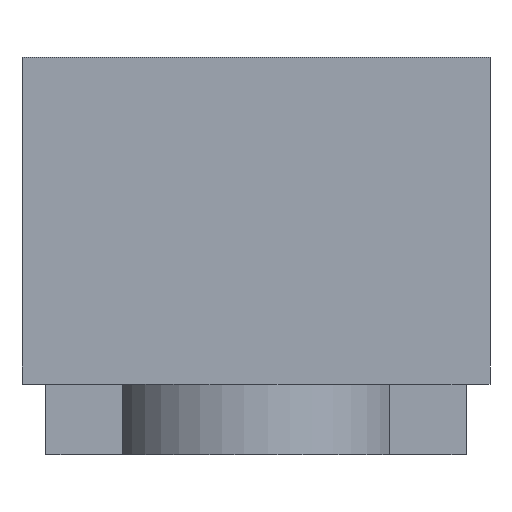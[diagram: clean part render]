
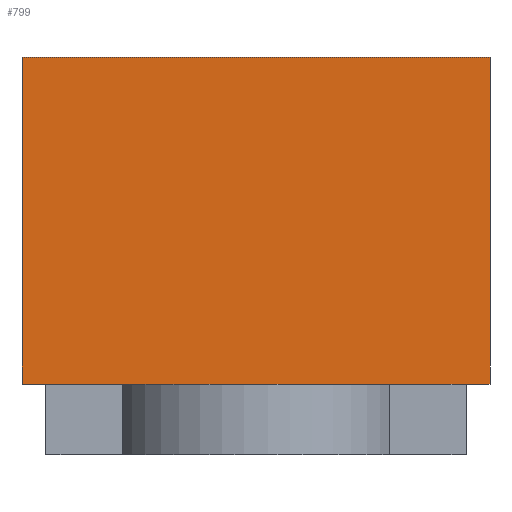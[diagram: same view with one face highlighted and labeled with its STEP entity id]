
A CAD part, front view. The second image highlights one B-rep face of the part: STEP entity #799.
In plain terms, the highlighted planar face has unit normal (0, -1, 0).
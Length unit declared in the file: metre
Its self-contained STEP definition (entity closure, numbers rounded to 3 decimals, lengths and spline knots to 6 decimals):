
#179=ORIENTED_EDGE('',*,*,#349,.T.);
#180=ORIENTED_EDGE('',*,*,#345,.F.);
#181=ORIENTED_EDGE('',*,*,#271,.F.);
#182=ORIENTED_EDGE('',*,*,#261,.T.);
#261=EDGE_CURVE('',#368,#367,#443,.T.);
#271=EDGE_CURVE('',#368,#377,#449,.T.);
#345=EDGE_CURVE('',#377,#432,#509,.T.);
#349=EDGE_CURVE('',#367,#432,#510,.T.);
#367=VERTEX_POINT('',#1134);
#368=VERTEX_POINT('',#1136);
#377=VERTEX_POINT('',#1156);
#432=VERTEX_POINT('',#1306);
#443=LINE('',#1135,#527);
#449=LINE('',#1155,#533);
#509=LINE('',#1308,#593);
#510=LINE('',#1319,#594);
#527=VECTOR('',#908,1.);
#533=VECTOR('',#924,1.);
#593=VECTOR('',#1058,1.);
#594=VECTOR('',#1073,1.);
#650=EDGE_LOOP('',(#179,#180,#181,#182));
#714=FACE_BOUND('',#650,.T.);
#753=PLANE('',#880);
#799=ADVANCED_FACE('',(#714),#753,.F.);
#880=AXIS2_PLACEMENT_3D('',#1318,#1071,#1072);
#908=DIRECTION('',(0.,0.,-1.));
#924=DIRECTION('',(1.,0.,0.));
#1058=DIRECTION('',(0.,0.,-1.));
#1071=DIRECTION('',(0.,1.,0.));
#1072=DIRECTION('',(0.,0.,1.));
#1073=DIRECTION('',(1.,0.,0.));
#1134=CARTESIAN_POINT('',(-0.043785,-0.056534,0.008));
#1135=CARTESIAN_POINT('',(-0.043785,-0.056534,0.011));
#1136=CARTESIAN_POINT('',(-0.043785,-0.056534,0.045));
#1155=CARTESIAN_POINT('',(-0.017285,-0.056534,0.045));
#1156=CARTESIAN_POINT('',(0.009215,-0.056534,0.045));
#1306=CARTESIAN_POINT('',(0.009215,-0.056534,0.008));
#1308=CARTESIAN_POINT('',(0.009215,-0.056534,0.011));
#1318=CARTESIAN_POINT('',(-0.017285,-0.056534,0.011));
#1319=CARTESIAN_POINT('',(-0.017285,-0.056534,0.008));
